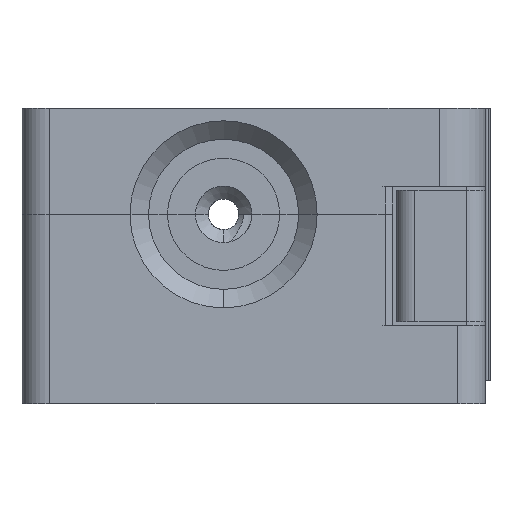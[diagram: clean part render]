
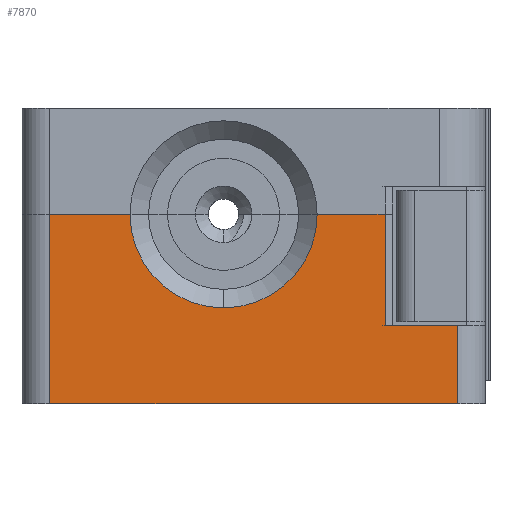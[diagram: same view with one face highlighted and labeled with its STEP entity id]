
A CAD part, front view. The second image highlights one B-rep face of the part: STEP entity #7870.
In plain terms, the highlighted planar face has unit normal (0, -1, 0).
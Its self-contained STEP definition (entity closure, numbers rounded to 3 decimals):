
#12 = VERTEX_POINT ( 'NONE', #2999 ) ;
#97 = CARTESIAN_POINT ( 'NONE',  ( 6.75, -30.5, 1.375 ) ) ;
#201 = LINE ( 'NONE', #12752, #8506 ) ;
#608 = VERTEX_POINT ( 'NONE', #3701 ) ;
#632 = VERTEX_POINT ( 'NONE', #6853 ) ;
#826 = CIRCLE ( 'NONE', #8463, 10.1 ) ;
#933 = FACE_OUTER_BOUND ( 'NONE', #12148, .T. ) ;
#1007 = CARTESIAN_POINT ( 'NONE',  ( 25., -30.5, -0.52 ) ) ;
#1028 = DIRECTION ( 'NONE',  ( 0., 0., -1. ) ) ;
#1042 = LINE ( 'NONE', #11412, #10512 ) ;
#1691 = ORIENTED_EDGE ( 'NONE', *, *, #11742, .T. ) ;
#1727 = DIRECTION ( 'NONE',  ( 0., 1., 0. ) ) ;
#1739 = CARTESIAN_POINT ( 'NONE',  ( 24.182, -30.5, -0.52 ) ) ;
#1864 = CIRCLE ( 'NONE', #9076, 10.1 ) ;
#1918 = VECTOR ( 'NONE', #8259, 1000. ) ;
#1947 = DIRECTION ( 'NONE',  ( 0., 0., -1. ) ) ;
#2094 = LINE ( 'NONE', #1007, #1918 ) ;
#2342 = EDGE_CURVE ( 'NONE', #7506, #632, #9776, .T. ) ;
#2388 = LINE ( 'NONE', #6560, #10803 ) ;
#2644 = EDGE_CURVE ( 'NONE', #8705, #13223, #201, .T. ) ;
#2999 = CARTESIAN_POINT ( 'NONE',  ( 16.85, -30.5, 11.475 ) ) ;
#3071 = ORIENTED_EDGE ( 'NONE', *, *, #2644, .T. ) ;
#3594 = ORIENTED_EDGE ( 'NONE', *, *, #8175, .F. ) ;
#3701 = CARTESIAN_POINT ( 'NONE',  ( -3.35, -30.5, 11.475 ) ) ;
#3745 = VERTEX_POINT ( 'NONE', #1739 ) ;
#4011 = ORIENTED_EDGE ( 'NONE', *, *, #13103, .T. ) ;
#4567 = VERTEX_POINT ( 'NONE', #97 ) ;
#4981 = CARTESIAN_POINT ( 'NONE',  ( -12., -30.5, -8.99 ) ) ;
#5076 = DIRECTION ( 'NONE',  ( 0., 1., 0. ) ) ;
#5110 = DIRECTION ( 'NONE',  ( -1., 0., 0. ) ) ;
#5236 = CARTESIAN_POINT ( 'NONE',  ( 32., -30.5, -8.99 ) ) ;
#5743 = CARTESIAN_POINT ( 'NONE',  ( 6.75, -30.5, 11.475 ) ) ;
#6560 = CARTESIAN_POINT ( 'NONE',  ( 0., -30.5, 11.475 ) ) ;
#6628 = ORIENTED_EDGE ( 'NONE', *, *, #11142, .T. ) ;
#6853 = CARTESIAN_POINT ( 'NONE',  ( 32., -30.5, -0.52 ) ) ;
#6996 = EDGE_CURVE ( 'NONE', #7506, #13223, #1042, .T. ) ;
#7071 = DIRECTION ( 'NONE',  ( -1., 0., 0. ) ) ;
#7139 = LINE ( 'NONE', #11300, #8236 ) ;
#7503 = ORIENTED_EDGE ( 'NONE', *, *, #9942, .T. ) ;
#7506 = VERTEX_POINT ( 'NONE', #5236 ) ;
#7870 = ADVANCED_FACE ( 'NONE', ( #933 ), #9004, .F. ) ;
#8006 = DIRECTION ( 'NONE',  ( 0., 1., 0. ) ) ;
#8079 = CARTESIAN_POINT ( 'NONE',  ( 6.75, -30.5, 11.475 ) ) ;
#8175 = EDGE_CURVE ( 'NONE', #13450, #3745, #7139, .T. ) ;
#8191 = ORIENTED_EDGE ( 'NONE', *, *, #6996, .F. ) ;
#8210 = ORIENTED_EDGE ( 'NONE', *, *, #10912, .T. ) ;
#8236 = VECTOR ( 'NONE', #1947, 1000. ) ;
#8259 = DIRECTION ( 'NONE',  ( -1., 0., 0. ) ) ;
#8461 = CARTESIAN_POINT ( 'NONE',  ( -12., -30.5, 11.475 ) ) ;
#8463 = AXIS2_PLACEMENT_3D ( 'NONE', #8079, #8006, #9029 ) ;
#8506 = VECTOR ( 'NONE', #1028, 1000. ) ;
#8705 = VERTEX_POINT ( 'NONE', #8461 ) ;
#8900 = CARTESIAN_POINT ( 'NONE',  ( 32., -30.5, -0.52 ) ) ;
#9004 = PLANE ( 'NONE',  #11072 ) ;
#9029 = DIRECTION ( 'NONE',  ( -1., 0., 0. ) ) ;
#9076 = AXIS2_PLACEMENT_3D ( 'NONE', #5743, #1727, #10058 ) ;
#9168 = ORIENTED_EDGE ( 'NONE', *, *, #2342, .T. ) ;
#9260 = DIRECTION ( 'NONE',  ( -1., 0., 0. ) ) ;
#9776 = LINE ( 'NONE', #8900, #10669 ) ;
#9942 = EDGE_CURVE ( 'NONE', #632, #3745, #2094, .T. ) ;
#9948 = DIRECTION ( 'NONE',  ( -1., 0., 0. ) ) ;
#10058 = DIRECTION ( 'NONE',  ( -1., 0., 0. ) ) ;
#10512 = VECTOR ( 'NONE', #5110, 1000. ) ;
#10669 = VECTOR ( 'NONE', #12087, 1000. ) ;
#10803 = VECTOR ( 'NONE', #9948, 1000. ) ;
#10912 = EDGE_CURVE ( 'NONE', #4567, #608, #1864, .T. ) ;
#11025 = CARTESIAN_POINT ( 'NONE',  ( 0., -30.5, 11.475 ) ) ;
#11072 = AXIS2_PLACEMENT_3D ( 'NONE', #13163, #5076, #9260 ) ;
#11142 = EDGE_CURVE ( 'NONE', #13450, #12, #2388, .T. ) ;
#11300 = CARTESIAN_POINT ( 'NONE',  ( 24.182, -30.5, 30.236 ) ) ;
#11412 = CARTESIAN_POINT ( 'NONE',  ( 35., -30.5, -8.99 ) ) ;
#11471 = VECTOR ( 'NONE', #7071, 1000. ) ;
#11742 = EDGE_CURVE ( 'NONE', #608, #8705, #13142, .T. ) ;
#11866 = CARTESIAN_POINT ( 'NONE',  ( 24.182, -30.5, 11.475 ) ) ;
#12087 = DIRECTION ( 'NONE',  ( 0., 0., 1. ) ) ;
#12148 = EDGE_LOOP ( 'NONE', ( #6628, #4011, #8210, #1691, #3071, #8191, #9168, #7503, #3594 ) ) ;
#12752 = CARTESIAN_POINT ( 'NONE',  ( -12., -30.5, 22.95 ) ) ;
#13103 = EDGE_CURVE ( 'NONE', #12, #4567, #826, .T. ) ;
#13142 = LINE ( 'NONE', #11025, #11471 ) ;
#13163 = CARTESIAN_POINT ( 'NONE',  ( 0., -30.5, 22.95 ) ) ;
#13223 = VERTEX_POINT ( 'NONE', #4981 ) ;
#13450 = VERTEX_POINT ( 'NONE', #11866 ) ;
